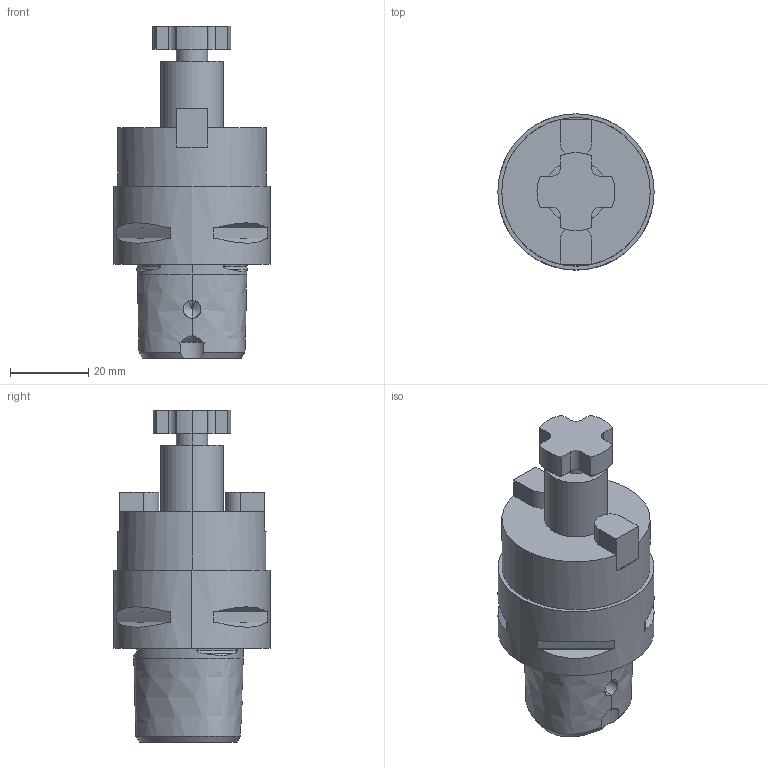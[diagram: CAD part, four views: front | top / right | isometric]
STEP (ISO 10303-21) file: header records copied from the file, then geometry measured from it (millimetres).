
FILE_DESCRIPTION (( 'STEP AP203' ), '1' );
FILE_NAME ('STP-141.157.16.035.STEP', '2020-06-01T06:19:56', ( '' ), ( '' ), 'SwSTEP 2.0', 'SolidWorks 2017', '' );
FILE_SCHEMA (( 'CONFIG_CONTROL_DESIGN' ));
Length unit declared in the file: millimetre
Products named in the file (1): STP-141.157.16.035
Bounding box: 40 x 40 x 85 mm (x, y, z)
Volume: 52363.9 mm3; surface area: 14056.4 mm2
Topology: 1 solids, 1 shells, 131 faces, 331 edges, 207 vertices
Faces by surface type: plane 58, cylinder 42, cone 16, torus 9, bspline 6
Entity records: 6103 total; most frequent: CARTESIAN_POINT 2878, DIRECTION 669, ORIENTED_EDGE 658, EDGE_CURVE 329, AXIS2_PLACEMENT_3D 267, VERTEX_POINT 207, EDGE_LOOP 148, CIRCLE 141
